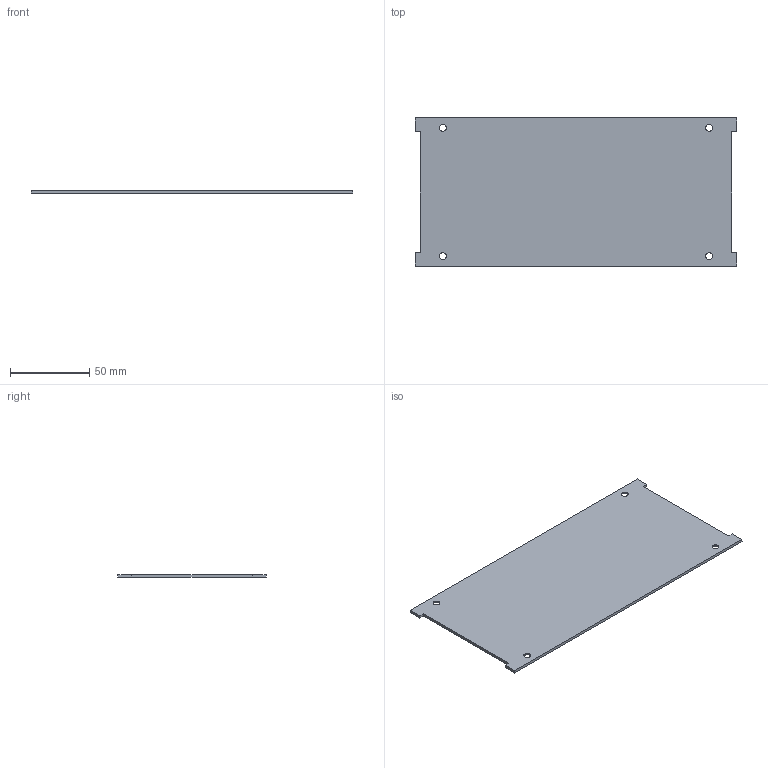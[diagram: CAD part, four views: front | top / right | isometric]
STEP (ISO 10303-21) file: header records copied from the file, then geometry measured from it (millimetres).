
FILE_DESCRIPTION (( 'STEP AP214' ), '1' );
FILE_NAME ('RM0804BKSP.STEP', '2021-09-11T15:05:39', ( '' ), ( '' ), 'SwSTEP 2.0', 'SolidWorks 2021', '' );
FILE_SCHEMA (( 'AUTOMOTIVE_DESIGN' ));
Length unit declared in the file: inch
Products named in the file (1): RM0804BKSP
Bounding box: 202.97 x 93.65 x 1.8 mm (x, y, z)
Volume: 33193.4 mm3; surface area: 38089.2 mm2
Topology: 1 solids, 1 shells, 22 faces, 60 edges, 40 vertices
Faces by surface type: plane 14, cylinder 4, cone 4
Full cylindrical faces by diameter (mm): 4.3 x4
Entity records: 676 total; most frequent: CARTESIAN_POINT 107, DIRECTION 106, ORIENTED_EDGE 96, EDGE_CURVE 48, EDGE_LOOP 38, VERTEX_POINT 36, LINE 36, VECTOR 36
